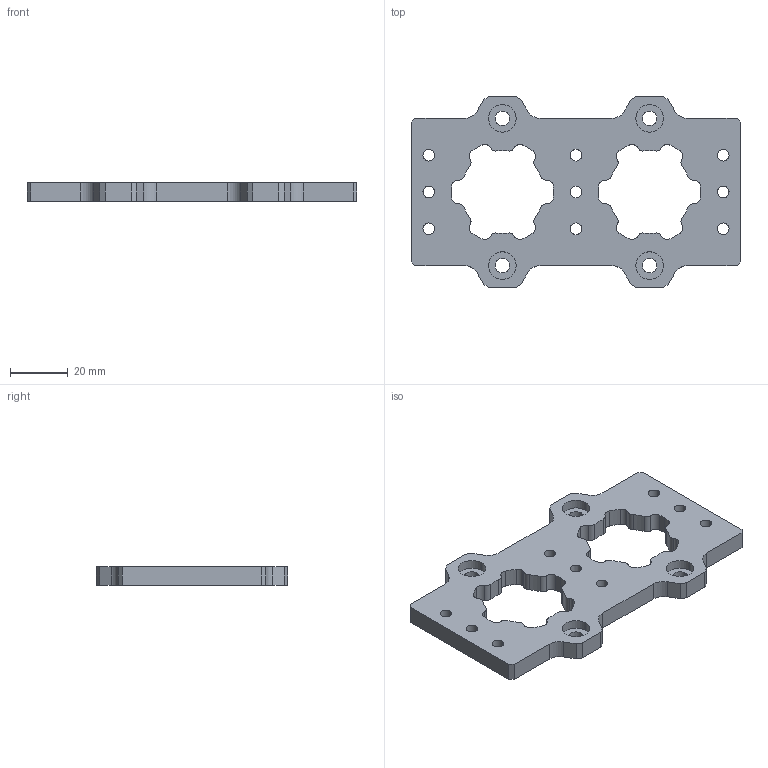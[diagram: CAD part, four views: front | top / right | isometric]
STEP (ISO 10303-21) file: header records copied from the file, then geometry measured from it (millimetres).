
FILE_DESCRIPTION (( 'STEP AP203' ), '1' );
FILE_NAME ('REV-21-2859.STEP', '2024-08-27T19:24:13', ( '' ), ( '' ), 'SwSTEP 2.0', 'SolidWorks 2022', '' );
FILE_SCHEMA (( 'CONFIG_CONTROL_DESIGN' ));
Length unit declared in the file: inch
Products named in the file (1): REV-21-2859
Bounding box: 113.79 x 66.04 x 6.35 mm (x, y, z)
Volume: 27702.3 mm3; surface area: 13999.4 mm2
Topology: 1 solids, 1 shells, 162 faces, 468 edges, 312 vertices
Faces by surface type: cylinder 124, plane 38
Entity records: 5599 total; most frequent: DIRECTION 1042, CARTESIAN_POINT 943, ORIENTED_EDGE 936, EDGE_CURVE 468, AXIS2_PLACEMENT_3D 411, VERTEX_POINT 312, CIRCLE 248, LINE 220
